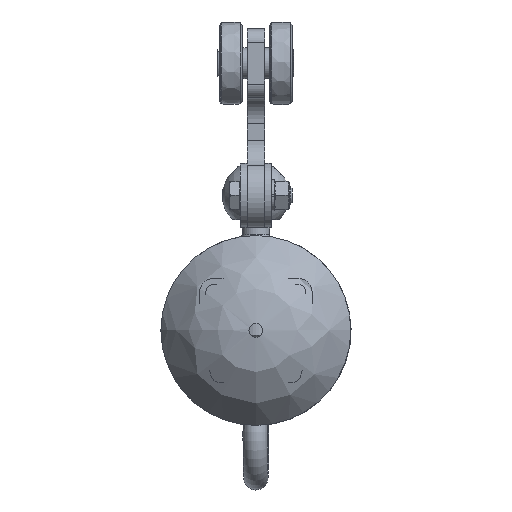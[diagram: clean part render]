
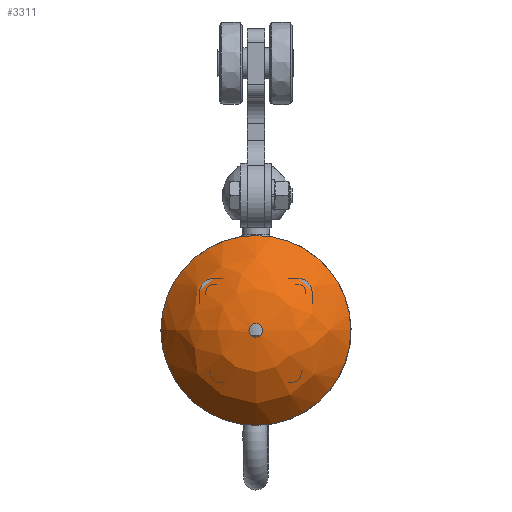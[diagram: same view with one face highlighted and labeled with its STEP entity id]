
A CAD part, left-side view. The second image highlights one B-rep face of the part: STEP entity #3311.
In plain terms, the highlighted free-form (B-spline) face has degree [3, 3] with [4, 7] control points.
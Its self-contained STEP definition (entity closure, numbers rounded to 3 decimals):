
#3311=ADVANCED_FACE('',(#5651,#5652),#5653,.T.);
#5651=FACE_OUTER_BOUND('',#10155,.T.);
#5652=FACE_OUTER_BOUND('',#10156,.T.);
#5653=(B_SPLINE_SURFACE(3,3,((#10158,#10159,#10160,#10161,#10162,#10163,#10164),(#10165,#10166,#10167,#10168,#10169,#10170,#10171),(#10172,#10173,#10174,#10175,#10176,#10177,#10178),(#10179,#10180,#10181,#10182,#10183,#10184,#10185)),.UNSPECIFIED.,.F.,.T.,.F.)B_SPLINE_SURFACE_WITH_KNOTS((4,4),(4,3,4),(0.,6.283),(0.494,1.039,1.584),.UNSPECIFIED.)RATIONAL_B_SPLINE_SURFACE(((1.,0.333,0.333,1.,0.333,0.333,1.),(0.904,0.301,0.301,0.904,0.301,0.301,0.904),(0.904,0.301,0.301,0.904,0.301,0.301,0.904),(1.,0.333,0.333,1.,0.333,0.333,1.)))BOUNDED_SURFACE()REPRESENTATION_ITEM('')GEOMETRIC_REPRESENTATION_ITEM()SURFACE());
#10155=EDGE_LOOP('',(#14150));
#10156=EDGE_LOOP('',(#14151));
#10158=CARTESIAN_POINT('',(0.,4.,0.));
#10159=CARTESIAN_POINT('',(8.,4.,0.));
#10160=CARTESIAN_POINT('',(8.,-4.,0.));
#10161=CARTESIAN_POINT('',(0.,-4.,0.));
#10162=CARTESIAN_POINT('',(-8.,-4.,0.));
#10163=CARTESIAN_POINT('',(-8.,4.,0.));
#10164=CARTESIAN_POINT('',(0.,4.,0.));
#10165=CARTESIAN_POINT('',(0.,25.827,-0.281));
#10166=CARTESIAN_POINT('',(51.653,25.827,-0.281));
#10167=CARTESIAN_POINT('',(51.653,-25.827,-0.281));
#10168=CARTESIAN_POINT('',(0.,-25.827,-0.281));
#10169=CARTESIAN_POINT('',(-51.653,-25.827,-0.281));
#10170=CARTESIAN_POINT('',(-51.653,25.827,-0.281));
#10171=CARTESIAN_POINT('',(0.,25.827,-0.281));
#10172=CARTESIAN_POINT('',(0.,44.641,10.786));
#10173=CARTESIAN_POINT('',(89.282,44.641,10.786));
#10174=CARTESIAN_POINT('',(89.282,-44.641,10.786));
#10175=CARTESIAN_POINT('',(0.,-44.641,10.786));
#10176=CARTESIAN_POINT('',(-89.282,-44.641,10.786));
#10177=CARTESIAN_POINT('',(-89.282,44.641,10.786));
#10178=CARTESIAN_POINT('',(0.,44.641,10.786));
#10179=CARTESIAN_POINT('',(0.,55.,30.));
#10180=CARTESIAN_POINT('',(110.,55.,30.));
#10181=CARTESIAN_POINT('',(110.,-55.,30.));
#10182=CARTESIAN_POINT('',(0.,-55.,30.));
#10183=CARTESIAN_POINT('',(-110.,-55.,30.));
#10184=CARTESIAN_POINT('',(-110.,55.,30.));
#10185=CARTESIAN_POINT('',(0.,55.,30.));
#14150=ORIENTED_EDGE('',*,*,#15489,.T.);
#14151=ORIENTED_EDGE('',*,*,#16563,.F.);
#15489=EDGE_CURVE('',#17000,#17000,#17001,.T.);
#16563=EDGE_CURVE('',#18704,#18704,#18705,.T.);
#17000=VERTEX_POINT('',#19251);
#17001=CIRCLE('',#19252,55.);
#18704=VERTEX_POINT('',#22743);
#18705=CIRCLE('',#22744,4.);
#19251=CARTESIAN_POINT('',(0.,55.,30.));
#19252=AXIS2_PLACEMENT_3D('',#23648,#23649,#23650);
#22743=CARTESIAN_POINT('',(0.,4.,0.));
#22744=AXIS2_PLACEMENT_3D('',#25132,#25133,#25134);
#23648=CARTESIAN_POINT('',(0.,0.,30.));
#23649=DIRECTION('',(0.,0.,-1.));
#23650=DIRECTION('',(0.,1.,0.));
#25132=CARTESIAN_POINT('',(0.,0.,0.));
#25133=DIRECTION('',(0.,0.,-1.));
#25134=DIRECTION('',(0.,1.,0.));
